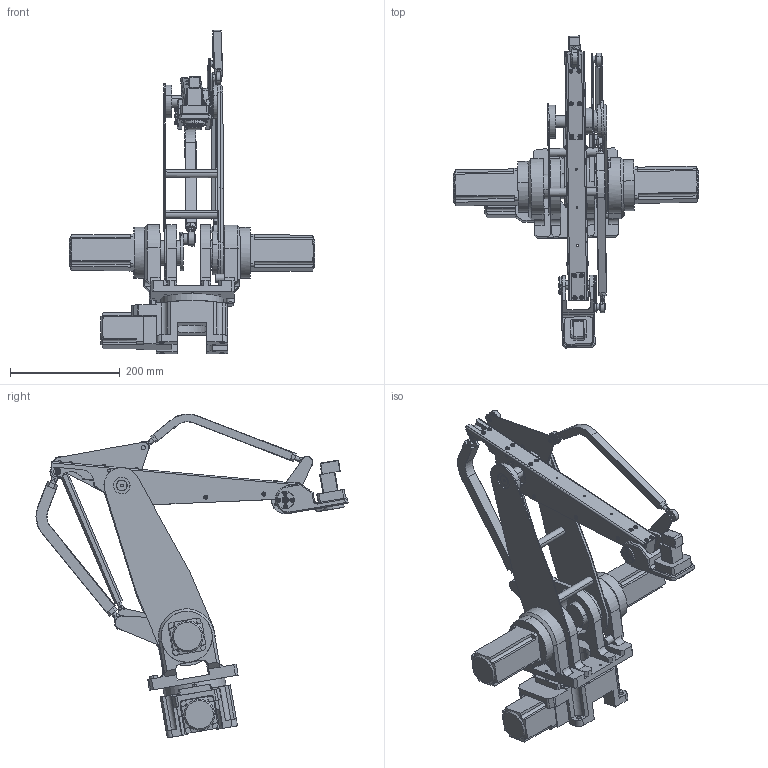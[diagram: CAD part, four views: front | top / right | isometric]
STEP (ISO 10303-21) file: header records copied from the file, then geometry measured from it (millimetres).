
FILE_DESCRIPTION (( 'STEP AP214' ), '1' );
FILE_NAME ('OVR680_basic_V2_1.STEP', '2022-03-30T02:50:57', ( '' ), ( '' ), 'SwSTEP 2.0', 'SolidWorks 2020', '' );
FILE_SCHEMA (( 'AUTOMOTIVE_DESIGN' ));
Length unit declared in the file: millimetre
Products named in the file (21): OVR2-0119-00; TWSSS13_4_5_2; PSSFGW8_32_M4_N4; OVR2-0136-00; OVR680_basic_V2_1; Base1; DG; Arm3; Link3; OVR2-0118-00; Link1; OVR2-0123-00; DriveLink; OVR2-0166-00; OVR2-0137-00; LinkPlate; hexagon socket button head screw_jis_JIS B 1174 M4 x 10 (10) --N; OVR2-0114-00; Link2; OVR2-0115-00; Arm1
Assembly tree (47 placements, depth 2):
  OVR680_basic_V2_1
    DG
    Base1
    DriveLink
    Arm1
    LinkPlate
    Arm3
    Link1
    Link2
    Link3
    OVR2-0123-00
    OVR2-0166-00
    OVR2-0115-00
    hexagon socket button head screw_jis_JIS B 1174 M4 x 10 (10) --N  x24
    TWSSS13_4_5_2  x2
    OVR2-0114-00
    OVR2-0118-00
    OVR2-0119-00  x2
    PSSFGW8_32_M4_N4  x3
    OVR2-0136-00
    OVR2-0137-00
Bounding box: 448.72 x 569.26 x 591 mm (x, y, z)
Volume: 4655557.8 mm3; surface area: 874589.5 mm2
Topology: 48 solids, 49 shells, 1963 faces, 4817 edges, 2966 vertices
Faces by surface type: plane 902, cylinder 636, cone 266, bspline 63, torus 48, sphere 48
Entity records: 56360 total; most frequent: CARTESIAN_POINT 12916, DIRECTION 6695, ORIENTED_EDGE 6386, EDGE_CURVE 3193, AXIS2_PLACEMENT_3D 2452, VERTEX_POINT 2069, VECTOR 1791, LINE 1791
